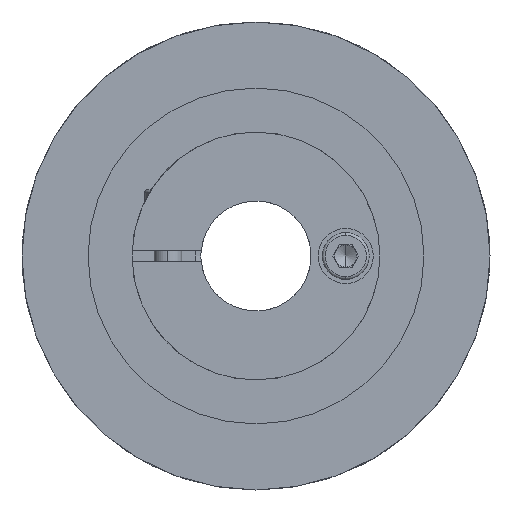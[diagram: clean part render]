
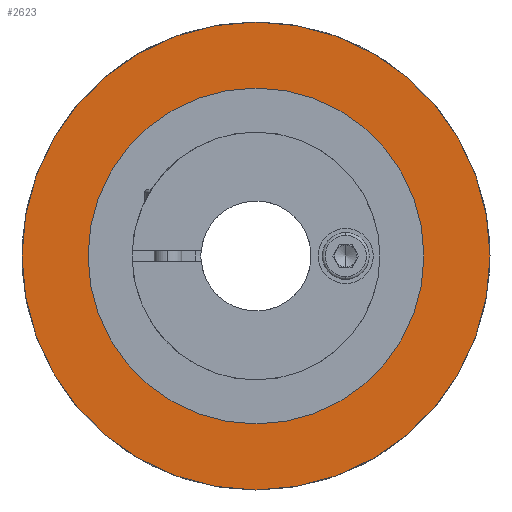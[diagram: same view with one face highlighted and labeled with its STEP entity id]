
A CAD part, left-side view. The second image highlights one B-rep face of the part: STEP entity #2623.
In plain terms, the highlighted planar face has unit normal (-1, 0, 0).
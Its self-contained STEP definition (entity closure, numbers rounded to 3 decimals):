
#145 = CARTESIAN_POINT ( 'NONE',  ( 0., 0., -42.5 ) ) ;
#174 = CARTESIAN_POINT ( 'NONE',  ( 0., 0., 42.5 ) ) ;
#175 = ORIENTED_EDGE ( 'NONE', *, *, #2497, .F. ) ;
#397 = ORIENTED_EDGE ( 'NONE', *, *, #4952, .F. ) ;
#549 = DIRECTION ( 'NONE',  ( 0., 0., -1. ) ) ;
#756 = DIRECTION ( 'NONE',  ( 0., 0., -1. ) ) ;
#1096 = EDGE_CURVE ( 'NONE', #1570, #3263, #4477, .T. ) ;
#1126 = EDGE_LOOP ( 'NONE', ( #397, #4840 ) ) ;
#1181 = CIRCLE ( 'NONE', #4109, 42.5 ) ;
#1233 = DIRECTION ( 'NONE',  ( 0., 0., -1. ) ) ;
#1359 = DIRECTION ( 'NONE',  ( 0., 0., -1. ) ) ;
#1522 = FACE_OUTER_BOUND ( 'NONE', #4692, .T. ) ;
#1570 = VERTEX_POINT ( 'NONE', #3539 ) ;
#1585 = CIRCLE ( 'NONE', #4506, 42.5 ) ;
#1682 = AXIS2_PLACEMENT_3D ( 'NONE', #4715, #4338, #756 ) ;
#1693 = ORIENTED_EDGE ( 'NONE', *, *, #1736, .F. ) ;
#1736 = EDGE_CURVE ( 'NONE', #3156, #2957, #1585, .T. ) ;
#1990 = CARTESIAN_POINT ( 'NONE',  ( 0., 0., 30.5 ) ) ;
#2396 = FACE_BOUND ( 'NONE', #1126, .T. ) ;
#2497 = EDGE_CURVE ( 'NONE', #2957, #3156, #1181, .T. ) ;
#2513 = CIRCLE ( 'NONE', #4757, 30.5 ) ;
#2596 = DIRECTION ( 'NONE',  ( 1., 0., 0. ) ) ;
#2623 = ADVANCED_FACE ( 'NONE', ( #1522, #2396 ), #3919, .F. ) ;
#2957 = VERTEX_POINT ( 'NONE', #145 ) ;
#3156 = VERTEX_POINT ( 'NONE', #174 ) ;
#3196 = DIRECTION ( 'NONE',  ( -1., 0., 0. ) ) ;
#3263 = VERTEX_POINT ( 'NONE', #1990 ) ;
#3285 = CARTESIAN_POINT ( 'NONE',  ( 0., 0., 0. ) ) ;
#3369 = DIRECTION ( 'NONE',  ( -1., 0., 0. ) ) ;
#3539 = CARTESIAN_POINT ( 'NONE',  ( 0., 0., -30.5 ) ) ;
#3623 = CARTESIAN_POINT ( 'NONE',  ( 0., 0., 0. ) ) ;
#3835 = DIRECTION ( 'NONE',  ( 1., 0., 0. ) ) ;
#3919 = PLANE ( 'NONE',  #1682 ) ;
#4109 = AXIS2_PLACEMENT_3D ( 'NONE', #4605, #3835, #4630 ) ;
#4154 = AXIS2_PLACEMENT_3D ( 'NONE', #3623, #3196, #1233 ) ;
#4183 = CARTESIAN_POINT ( 'NONE',  ( 0., 0., 0. ) ) ;
#4338 = DIRECTION ( 'NONE',  ( 1., 0., 0. ) ) ;
#4477 = CIRCLE ( 'NONE', #4154, 30.5 ) ;
#4506 = AXIS2_PLACEMENT_3D ( 'NONE', #3285, #2596, #549 ) ;
#4605 = CARTESIAN_POINT ( 'NONE',  ( 0., 0., 0. ) ) ;
#4630 = DIRECTION ( 'NONE',  ( 0., 0., -1. ) ) ;
#4692 = EDGE_LOOP ( 'NONE', ( #1693, #175 ) ) ;
#4715 = CARTESIAN_POINT ( 'NONE',  ( 0., 0., 0. ) ) ;
#4757 = AXIS2_PLACEMENT_3D ( 'NONE', #4183, #3369, #1359 ) ;
#4840 = ORIENTED_EDGE ( 'NONE', *, *, #1096, .F. ) ;
#4952 = EDGE_CURVE ( 'NONE', #3263, #1570, #2513, .T. ) ;
